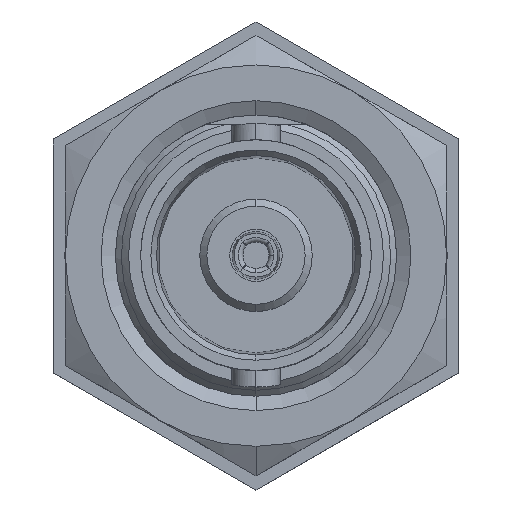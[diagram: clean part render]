
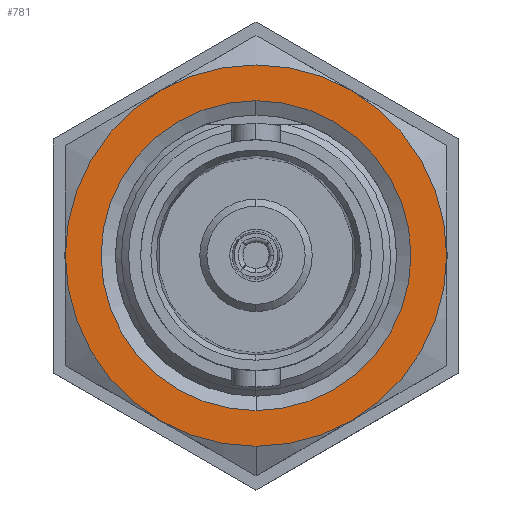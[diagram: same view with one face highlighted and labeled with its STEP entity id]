
A CAD part, top view. The second image highlights one B-rep face of the part: STEP entity #781.
In plain terms, the highlighted planar face has unit normal (0, 0, 1).
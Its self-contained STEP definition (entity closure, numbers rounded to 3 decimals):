
#66 = EDGE_CURVE ( 'NONE', #7544, #6802, #3369, .T. ) ;
#244 = CIRCLE ( 'NONE', #841, 8. ) ;
#293 = AXIS2_PLACEMENT_3D ( 'NONE', #10958, #3971, #1706 ) ;
#532 = DIRECTION ( 'NONE',  ( 0., 0., 1. ) ) ;
#550 = ORIENTED_EDGE ( 'NONE', *, *, #7279, .T. ) ;
#781 = ADVANCED_FACE ( 'NONE', ( #5761, #10679 ), #9211, .F. ) ;
#808 = VERTEX_POINT ( 'NONE', #10410 ) ;
#809 = AXIS2_PLACEMENT_3D ( 'NONE', #4535, #1080, #7187 ) ;
#841 = AXIS2_PLACEMENT_3D ( 'NONE', #7614, #5829, #4998 ) ;
#865 = DIRECTION ( 'NONE',  ( 0., 1., 0. ) ) ;
#950 = EDGE_CURVE ( 'NONE', #5954, #9817, #3430, .T. ) ;
#1020 = CARTESIAN_POINT ( 'NONE',  ( 0., 0., -11.5 ) ) ;
#1080 = DIRECTION ( 'NONE',  ( 0., 0., 1. ) ) ;
#1089 = VERTEX_POINT ( 'NONE', #10930 ) ;
#1100 = AXIS2_PLACEMENT_3D ( 'NONE', #6219, #6140, #1928 ) ;
#1239 = AXIS2_PLACEMENT_3D ( 'NONE', #9838, #8927, #4552 ) ;
#1324 = CARTESIAN_POINT ( 'NONE',  ( 0., -8., -11.5 ) ) ;
#1338 = AXIS2_PLACEMENT_3D ( 'NONE', #1020, #4755, #8269 ) ;
#1706 = DIRECTION ( 'NONE',  ( 0., -1., 0. ) ) ;
#1883 = DIRECTION ( 'NONE',  ( 0., 1., 0. ) ) ;
#1912 = AXIS2_PLACEMENT_3D ( 'NONE', #2197, #532, #5664 ) ;
#1928 = DIRECTION ( 'NONE',  ( 0., 1., 0. ) ) ;
#2110 = AXIS2_PLACEMENT_3D ( 'NONE', #7941, #8805, #865 ) ;
#2114 = ORIENTED_EDGE ( 'NONE', *, *, #950, .T. ) ;
#2179 = AXIS2_PLACEMENT_3D ( 'NONE', #6068, #4484, #1883 ) ;
#2197 = CARTESIAN_POINT ( 'NONE',  ( 0., 0., -11.5 ) ) ;
#2288 = CARTESIAN_POINT ( 'NONE',  ( -8., 0., -11.5 ) ) ;
#2426 = DIRECTION ( 'NONE',  ( 0., 1., 0. ) ) ;
#2759 = CARTESIAN_POINT ( 'NONE',  ( 8., 0., -11.5 ) ) ;
#3052 = VERTEX_POINT ( 'NONE', #2288 ) ;
#3369 = CIRCLE ( 'NONE', #1100, 8. ) ;
#3421 = ORIENTED_EDGE ( 'NONE', *, *, #66, .T. ) ;
#3430 = CIRCLE ( 'NONE', #809, 8. ) ;
#3638 = ORIENTED_EDGE ( 'NONE', *, *, #4553, .T. ) ;
#3971 = DIRECTION ( 'NONE',  ( 0., 0., -1. ) ) ;
#4099 = CARTESIAN_POINT ( 'NONE',  ( 4., -6.928, -11.5 ) ) ;
#4484 = DIRECTION ( 'NONE',  ( 0., 0., 1. ) ) ;
#4535 = CARTESIAN_POINT ( 'NONE',  ( 0., 0., -11.5 ) ) ;
#4552 = DIRECTION ( 'NONE',  ( 0., 1., 0. ) ) ;
#4553 = EDGE_CURVE ( 'NONE', #5235, #7544, #11062, .T. ) ;
#4618 = ORIENTED_EDGE ( 'NONE', *, *, #5218, .F. ) ;
#4755 = DIRECTION ( 'NONE',  ( 0., 0., 1. ) ) ;
#4833 = ORIENTED_EDGE ( 'NONE', *, *, #6757, .T. ) ;
#4998 = DIRECTION ( 'NONE',  ( 0., 1., 0. ) ) ;
#5218 = EDGE_CURVE ( 'NONE', #1089, #8482, #9689, .T. ) ;
#5235 = VERTEX_POINT ( 'NONE', #1324 ) ;
#5248 = ORIENTED_EDGE ( 'NONE', *, *, #7708, .T. ) ;
#5420 = EDGE_CURVE ( 'NONE', #8482, #1089, #6656, .T. ) ;
#5653 = CIRCLE ( 'NONE', #1239, 8. ) ;
#5664 = DIRECTION ( 'NONE',  ( 0., 1., 0. ) ) ;
#5761 = FACE_BOUND ( 'NONE', #8088, .T. ) ;
#5829 = DIRECTION ( 'NONE',  ( 0., 0., 1. ) ) ;
#5954 = VERTEX_POINT ( 'NONE', #7083 ) ;
#6068 = CARTESIAN_POINT ( 'NONE',  ( 0., 0., -11.5 ) ) ;
#6078 = CARTESIAN_POINT ( 'NONE',  ( 0., 0., -11.5 ) ) ;
#6140 = DIRECTION ( 'NONE',  ( 0., 0., 1. ) ) ;
#6219 = CARTESIAN_POINT ( 'NONE',  ( 0., 0., -11.5 ) ) ;
#6656 = CIRCLE ( 'NONE', #2110, 6.5 ) ;
#6757 = EDGE_CURVE ( 'NONE', #3052, #808, #8692, .T. ) ;
#6802 = VERTEX_POINT ( 'NONE', #2759 ) ;
#7083 = CARTESIAN_POINT ( 'NONE',  ( 4., 6.928, -11.5 ) ) ;
#7187 = DIRECTION ( 'NONE',  ( 0., 1., 0. ) ) ;
#7279 = EDGE_CURVE ( 'NONE', #808, #5235, #5653, .T. ) ;
#7542 = EDGE_CURVE ( 'NONE', #9817, #3052, #244, .T. ) ;
#7544 = VERTEX_POINT ( 'NONE', #4099 ) ;
#7614 = CARTESIAN_POINT ( 'NONE',  ( 0., 0., -11.5 ) ) ;
#7653 = DIRECTION ( 'NONE',  ( 0., 0., 1. ) ) ;
#7708 = EDGE_CURVE ( 'NONE', #6802, #5954, #8771, .T. ) ;
#7713 = CARTESIAN_POINT ( 'NONE',  ( 0., -6.5, -11.5 ) ) ;
#7941 = CARTESIAN_POINT ( 'NONE',  ( 0., 0., -11.5 ) ) ;
#8043 = ORIENTED_EDGE ( 'NONE', *, *, #5420, .F. ) ;
#8088 = EDGE_LOOP ( 'NONE', ( #4618, #8043 ) ) ;
#8225 = EDGE_LOOP ( 'NONE', ( #11001, #4833, #550, #3638, #3421, #5248, #2114 ) ) ;
#8269 = DIRECTION ( 'NONE',  ( 0., 1., 0. ) ) ;
#8482 = VERTEX_POINT ( 'NONE', #7713 ) ;
#8692 = CIRCLE ( 'NONE', #11059, 8. ) ;
#8771 = CIRCLE ( 'NONE', #1912, 8. ) ;
#8805 = DIRECTION ( 'NONE',  ( 0., 0., 1. ) ) ;
#8927 = DIRECTION ( 'NONE',  ( 0., 0., 1. ) ) ;
#9211 = PLANE ( 'NONE',  #293 ) ;
#9689 = CIRCLE ( 'NONE', #1338, 6.5 ) ;
#9817 = VERTEX_POINT ( 'NONE', #10816 ) ;
#9838 = CARTESIAN_POINT ( 'NONE',  ( 0., 0., -11.5 ) ) ;
#10410 = CARTESIAN_POINT ( 'NONE',  ( -4., -6.928, -11.5 ) ) ;
#10679 = FACE_OUTER_BOUND ( 'NONE', #8225, .T. ) ;
#10816 = CARTESIAN_POINT ( 'NONE',  ( -4., 6.928, -11.5 ) ) ;
#10930 = CARTESIAN_POINT ( 'NONE',  ( 0., 6.5, -11.5 ) ) ;
#10958 = CARTESIAN_POINT ( 'NONE',  ( 0., -8., -11.5 ) ) ;
#11001 = ORIENTED_EDGE ( 'NONE', *, *, #7542, .T. ) ;
#11059 = AXIS2_PLACEMENT_3D ( 'NONE', #6078, #7653, #2426 ) ;
#11062 = CIRCLE ( 'NONE', #2179, 8. ) ;
